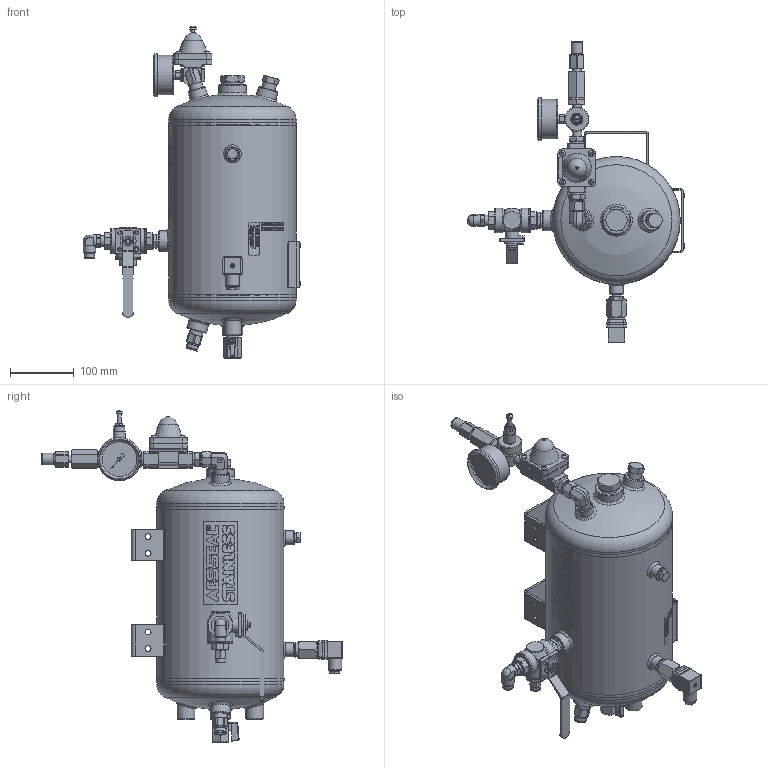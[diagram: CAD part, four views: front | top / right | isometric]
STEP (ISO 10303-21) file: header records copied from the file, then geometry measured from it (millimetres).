
FILE_DESCRIPTION(/* description */ ('Unknown','CAx-IF Rec.Pracs.---Representation and Presentation of Product Manufacturing Information (PMI)---4.0---2014-10-13','CAx-IF Rec.Pracs.---3D Tessellated Geometry---0.4---2014-09-14','2;1'),/* implementation_level */ '2;1');
FILE_NAME(/* name */ 'W225CCSAS-A-B-',/* time_stamp */ '2023-03-14T15:54:39+00:00',/* author */ ('Unknown'),/* organization */ ('Unknown'),/* preprocessor_version */ 'ST-DEVELOPER v16.7',/* originating_system */ 'Solid Edge',/* authorisation */ 'Unknown');
FILE_SCHEMA (('AP242_MANAGED_MODEL_BASED_3D_ENGINEERING_MIM_LF { 1 0 10303 442 1 1 4 }'));
Length unit declared in the file: millimetre
Products named in the file (44): 2077379; 2032894; 2011123; 2032857; 2033704; 2051466; 2015923; 2011208; 2032893; 2032147; 2011133; 2032873; 2032894_812_3,186_Fillet 6_oa_0; 2032894_812_3,186_Fillet 6_oa_1; 2032894_812_3,186_Fillet 6_oa_2; 2030293; 3016731; 2050292; 2050293; 2032894_812_3,186_Fillet 6_oa_3; 2032894_812_3,186_Fillet 6_oa_4; 2032894_812_3,186_Fillet 6_oa_5; 2051700; 2026333; 2026378; 3004940; 2028094; 2026306; 2021615; 2026443; 2075344; 2035471; 3035495; 3004939; 2026458; 2026791; 3004946; 2026972; 3001735; 2026666 ...
Assembly tree (52 placements, depth 3):
  2077379
    2032894
      2011123
      2032857
      2033704  x2
      2051466
      2015923  x4
      2011208
      2032893
      2032147  x3
      2011133
      2032873
      2032894_812_3,186_Fillet 6_oa_0
      2032894_812_3,186_Fillet 6_oa_1
      2032894_812_3,186_Fillet 6_oa_2
      2030293
      3016731
      2050292
      2050293
      2032894_812_3,186_Fillet 6_oa_3
      2032894_812_3,186_Fillet 6_oa_4
      2032894_812_3,186_Fillet 6_oa_5
      2051700  x4
    2026333
    2026378
    3004940
    2028094
    2026306
    2021615
    2026443
    2075344
    2035471
    3035495
    3004939
    2026458
    2026791
    3004946
    2026972
    3001735
    2026666
    2035945
    3004943
    3001704_oa_6
    3001705
Bounding box: 341.36 x 472.28 x 521.79 mm (x, y, z)
Volume: 1611096.1 mm3; surface area: 1114032.2 mm2
Topology: 66 solids, 69 shells, 1832 faces, 4498 edges, 3075 vertices
Faces by surface type: plane 771, cylinder 557, cone 270, bspline 140, torus 77, sphere 17
Full cylindrical faces by diameter (mm): 0.762 x1, 1.016 x1, 2 x4, 2.794 x1, 3.2 x4, 3.429 x1, 3.5 x4, 4 x4, 4.064 x4, 4.191 x4, 4.5 x1, 5 x1, 5.08 x1, 5.26 x1, 5.89 x1, 5.93 x4, 6.35 x9, 6.58 x1, 6.604 x1, 6.858 x2, 7.112 x1, 8.38 x1, 8.712 x2, 9 x8, 9.1 x1, 9.144 x4, 9.5 x2, 9.525 x2, 9.728 x1, 10 x5
Entity records: 77463 total; most frequent: CARTESIAN_POINT 33032, ORIENTED_EDGE 7556, DIRECTION 6518, EDGE_CURVE 3778, VERTEX_POINT 2809, AXIS2_PLACEMENT_3D 2651, FACE_BOUND 2507, EDGE_LOOP 2503
